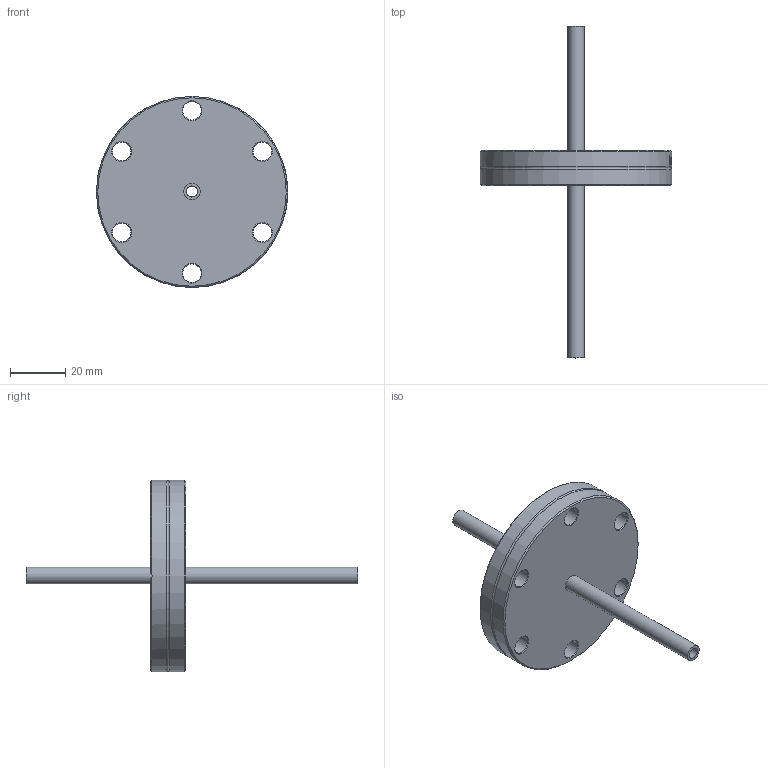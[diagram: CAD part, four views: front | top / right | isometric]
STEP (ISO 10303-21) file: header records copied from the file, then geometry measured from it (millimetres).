
FILE_DESCRIPTION(/* description */ (''),/* implementation_level */ '2;1');
FILE_NAME(/* name */ 'FL-LF1-6MM-40CF.stp',/* time_stamp */ '2020-11-23T08:14:00+00:00',/* author */ ('Paul'),/* organization */ (''),/* preprocessor_version */ 'ST-DEVELOPER v18.1',/* originating_system */ 'Autodesk Inventor 2021',/* authorisation */ '');
FILE_SCHEMA (('AUTOMOTIVE_DESIGN { 1 0 10303 214 3 1 1 }'));
Length unit declared in the file: millimetre
Products named in the file (3): FL-LF1-6MM-40CF; 6mm tube for tube end version; FL-40CF
Assembly tree (2 placements, depth 2):
  FL-LF1-6MM-40CF
    6mm tube for tube end version
    FL-40CF
Bounding box: 69.1 x 120 x 69.1 mm (x, y, z)
Volume: 44204.5 mm3; surface area: 15648.6 mm2
Topology: 2 solids, 2 shells, 129 faces, 346 edges, 228 vertices
Faces by surface type: plane 48, bspline 41, cylinder 22, cone 17, torus 1
Full cylindrical faces by diameter (mm): 4 x1, 6 x2, 6.7 x6, 48.26 x1, 69.1 x2
Entity records: 5619 total; most frequent: CARTESIAN_POINT 2430, ORIENTED_EDGE 692, DIRECTION 557, EDGE_CURVE 346, VERTEX_POINT 228, AXIS2_PLACEMENT_3D 209, EDGE_LOOP 152, LINE 139
